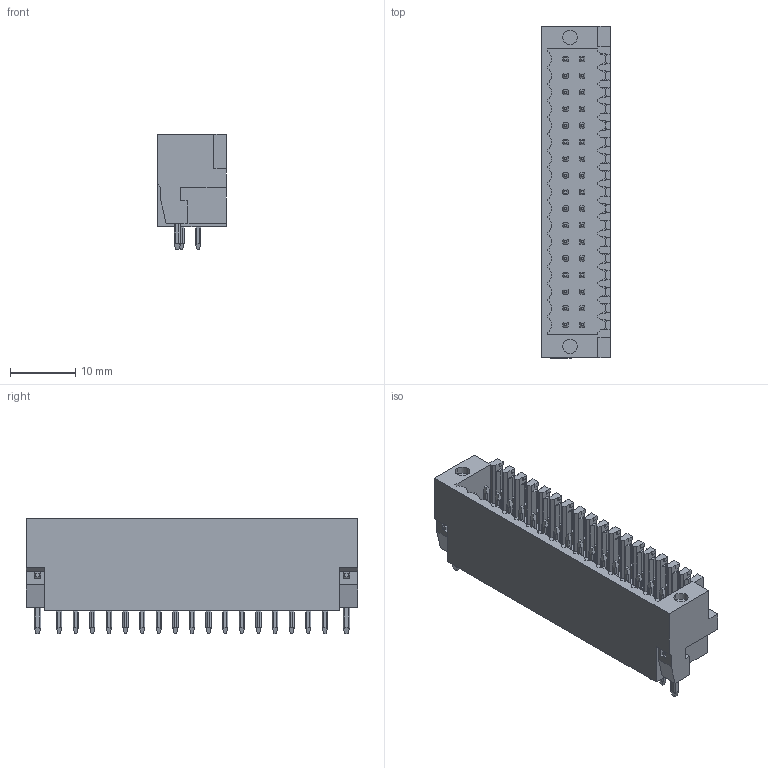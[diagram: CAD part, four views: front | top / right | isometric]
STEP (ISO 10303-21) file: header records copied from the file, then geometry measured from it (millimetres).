
FILE_DESCRIPTION((''),'2;1');
FILE_NAME('TLPHDW-020V','2024-10-17T08:35:51',('tluser'),(''),'CREO PARAMETRIC BY PTC INC, 2018100','CREO PARAMETRIC BY PTC INC, 2018100','');
FILE_SCHEMA(('CONFIG_CONTROL_DESIGN'));
Length unit declared in the file: millimetre
Products named in the file (1): TLPHDW-020V
Bounding box: 10.5 x 50.74 x 17.7 mm (x, y, z)
Volume: 4857 mm3; surface area: 4532.4 mm2
Topology: 1 solids, 1 shells, 1356 faces, 3804 edges, 2514 vertices
Faces by surface type: plane 1049, cylinder 303, torus 4
Entity records: 44017 total; most frequent: CARTESIAN_POINT 9799, ORIENTED_EDGE 7608, DIRECTION 6278, EDGE_CURVE 3804, VECTOR 2914, LINE 2914, VERTEX_POINT 2514, AXIS2_PLACEMENT_3D 1682
